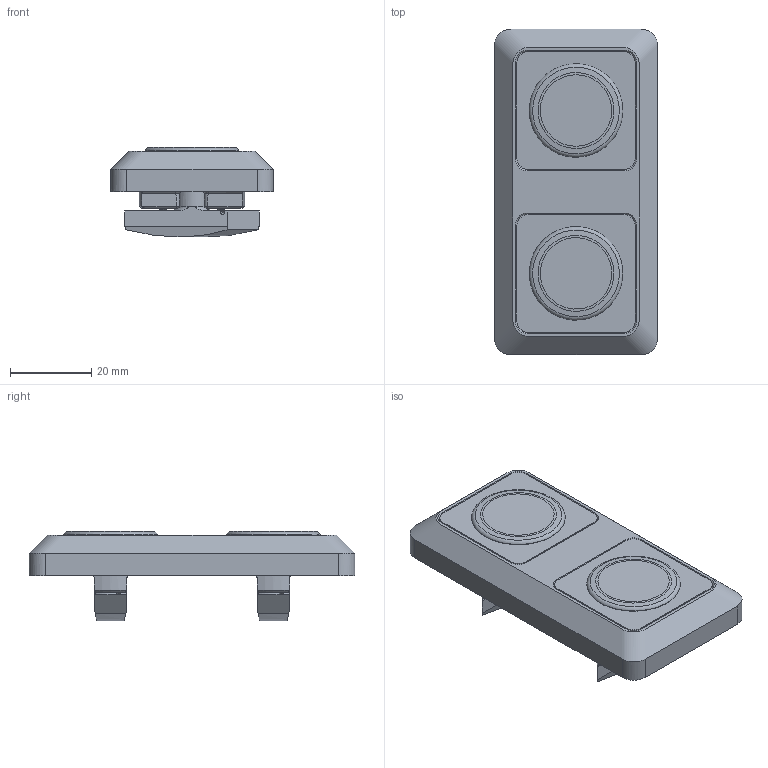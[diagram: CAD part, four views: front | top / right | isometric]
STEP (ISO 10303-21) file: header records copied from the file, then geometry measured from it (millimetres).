
FILE_DESCRIPTION(('STEP AP203'),'1');
FILE_NAME('FIXE08E4193.stp','2023-10-03T15:06:57',(' '),(' '),'Spatial InterOp 3D',' ',' ');
FILE_SCHEMA(('CONFIG_CONTROL_DESIGN'));
Length unit declared in the file: millimetre
Products named in the file (6): plaque automatique 8 80x40 Al; cache; vis; ecrou; bloc; plaque 80x40
Assembly tree (9 placements, depth 2):
  plaque automatique 8 80x40 Al
    cache  x2
    vis  x2
    ecrou  x2
    bloc  x2
    plaque 80x40
Bounding box: 40 x 80 x 22.07 mm (x, y, z)
Volume: 31462 mm3; surface area: 20556.1 mm2
Topology: 9 solids, 9 shells, 707 faces, 1831 edges, 1142 vertices
Faces by surface type: plane 214, bspline 167, cylinder 152, torus 86, cone 74, revolution 14
Full cylindrical faces by diameter (mm): 5 x2, 5.1 x2, 6.8 x2, 8 x2, 26 x2
Entity records: 16291 total; most frequent: CARTESIAN_POINT 5731, ORIENTED_EDGE 2074, DIRECTION 1750, EDGE_CURVE 1037, AXIS2_PLACEMENT_3D 695, VERTEX_POINT 668, EDGE_LOOP 457, FACE_OUTER_BOUND 432
